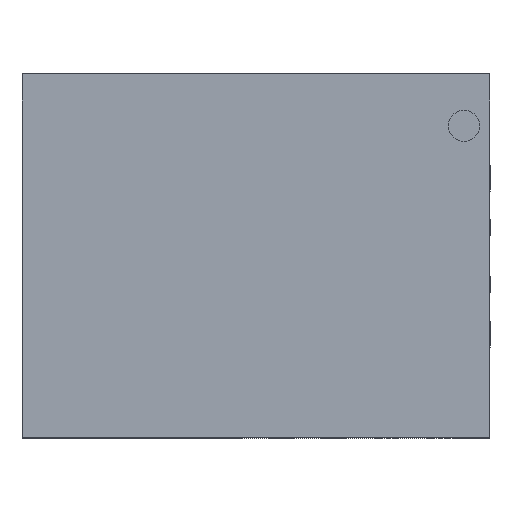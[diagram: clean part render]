
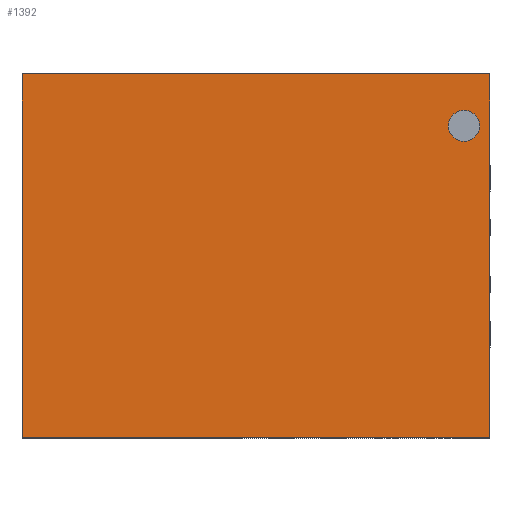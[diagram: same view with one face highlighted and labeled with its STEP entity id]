
A CAD part, top view. The second image highlights one B-rep face of the part: STEP entity #1392.
In plain terms, the highlighted face is planar.
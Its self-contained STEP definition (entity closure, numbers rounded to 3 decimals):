
#1392=ADVANCED_FACE('1:3150',(#2331,#2332),#2333,.T.);
#2331=FACE_OUTER_BOUND('',#4210,.T.);
#2332=FACE_BOUND('',#4211,.T.);
#2333=PLANE('',#4212);
#4210=EDGE_LOOP('',(#6305,#6306,#6307,#6308));
#4211=EDGE_LOOP('',(#6309,#6310));
#4212=AXIS2_PLACEMENT_3D('',#6311,#6312,#6313);
#5050=EDGE_CURVE('1:3647',#8195,#8199,#8201,.T.);
#5054=EDGE_CURVE('1:3647',#8199,#8195,#8205,.T.);
#6305=ORIENTED_EDGE('',*,*,#8525,.F.);
#6306=ORIENTED_EDGE('',*,*,#8557,.F.);
#6307=ORIENTED_EDGE('',*,*,#8505,.F.);
#6308=ORIENTED_EDGE('',*,*,#8558,.F.);
#6309=ORIENTED_EDGE('',*,*,#5054,.T.);
#6310=ORIENTED_EDGE('',*,*,#5050,.T.);
#6311=CARTESIAN_POINT('',(0.0,-0.15,0.0));
#6312=DIRECTION('',(0.0,-1.0,0.0));
#6313=DIRECTION('',(0.0,0.0,-1.0));
#8195=VERTEX_POINT('',#10087);
#8199=VERTEX_POINT('',#10092);
#8201=CIRCLE('',#10095,0.15);
#8205=CIRCLE('',#10099,0.15);
#8505=EDGE_CURVE('1:3653',#10579,#10581,#10582,.T.);
#8525=EDGE_CURVE('1:3659',#10619,#10621,#10622,.T.);
#8557=EDGE_CURVE('1:3662',#10581,#10619,#10682,.T.);
#8558=EDGE_CURVE('1:3656',#10621,#10579,#10683,.T.);
#10087=CARTESIAN_POINT('',(4.4,-0.15,0.501));
#10092=CARTESIAN_POINT('',(4.1,-0.15,0.501));
#10095=AXIS2_PLACEMENT_3D('',#11710,#11711,#11712);
#10099=AXIS2_PLACEMENT_3D('',#11716,#11717,#11718);
#10579=VERTEX_POINT('',#12366);
#10581=VERTEX_POINT('',#12369);
#10582=LINE('',#12370,#12371);
#10619=VERTEX_POINT('',#12426);
#10621=VERTEX_POINT('',#12429);
#10622=LINE('',#12430,#12431);
#10682=LINE('',#12519,#12520);
#10683=LINE('',#12521,#12522);
#11710=CARTESIAN_POINT('',(4.25,-0.15,0.501));
#11711=DIRECTION('',(-0.0,1.0,0.0));
#11712=DIRECTION('',(1.0,0.0,0.0));
#11716=CARTESIAN_POINT('',(4.25,-0.15,0.501));
#11717=DIRECTION('',(-0.0,1.0,0.0));
#11718=DIRECTION('',(1.0,0.0,0.0));
#12366=CARTESIAN_POINT('',(0.0,-0.15,-2.499));
#12369=CARTESIAN_POINT('',(0.0,-0.15,1.0));
#12370=CARTESIAN_POINT('',(0.0,-0.15,0.0));
#12371=VECTOR('',#13673,1.0);
#12426=CARTESIAN_POINT('',(4.499,-0.15,1.0));
#12429=CARTESIAN_POINT('',(4.499,-0.15,-2.499));
#12430=CARTESIAN_POINT('',(4.499,-0.15,0.0));
#12431=VECTOR('',#13693,1.0);
#12519=CARTESIAN_POINT('',(0.0,-0.15,1.0));
#12520=VECTOR('',#13731,1.0);
#12521=CARTESIAN_POINT('',(0.0,-0.15,-2.499));
#12522=VECTOR('',#13732,1.0);
#13673=DIRECTION('',(0.0,0.0,1.0));
#13693=DIRECTION('',(-0.0,-0.0,-1.0));
#13731=DIRECTION('',(1.0,0.0,0.0));
#13732=DIRECTION('',(-1.0,0.0,0.0));
